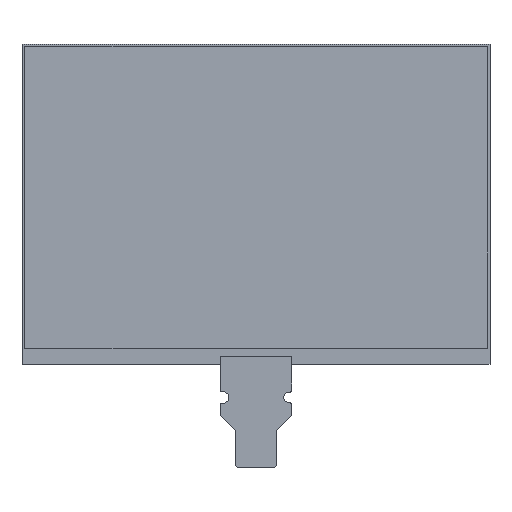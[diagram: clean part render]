
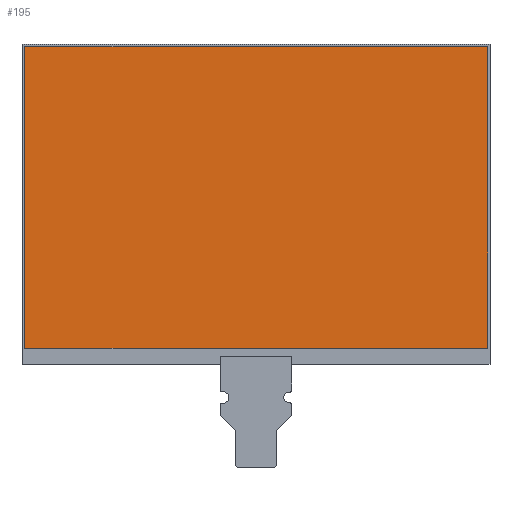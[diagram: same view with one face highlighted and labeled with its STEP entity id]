
A CAD part, top view. The second image highlights one B-rep face of the part: STEP entity #195.
In plain terms, the highlighted planar face has unit normal (0, 0, 1).
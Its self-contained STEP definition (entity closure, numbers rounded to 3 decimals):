
#1 = EDGE_CURVE ( 'NONE', #1167, #572, #960, .T. ) ;
#15 = PLANE ( 'NONE',  #57 ) ;
#48 = EDGE_CURVE ( 'NONE', #1210, #1167, #299, .T. ) ;
#57 = AXIS2_PLACEMENT_3D ( 'NONE', #95, #213, #466 ) ;
#95 = CARTESIAN_POINT ( 'NONE',  ( 0., 0., 0.23 ) ) ;
#133 = DIRECTION ( 'NONE',  ( 0., 1., 0. ) ) ;
#149 = EDGE_LOOP ( 'NONE', ( #324, #1280, #1032, #1228 ) ) ;
#186 = VERTEX_POINT ( 'NONE', #1238 ) ;
#195 = ADVANCED_FACE ( 'NONE', ( #595 ), #15, .F. ) ;
#213 = DIRECTION ( 'NONE',  ( 0., 0., -1. ) ) ;
#299 = LINE ( 'NONE', #535, #630 ) ;
#301 = VECTOR ( 'NONE', #1310, 1000. ) ;
#302 = CARTESIAN_POINT ( 'NONE',  ( 414.908, 1145.337, 0.23 ) ) ;
#324 = ORIENTED_EDGE ( 'NONE', *, *, #48, .T. ) ;
#466 = DIRECTION ( 'NONE',  ( -1., 0., 0. ) ) ;
#535 = CARTESIAN_POINT ( 'NONE',  ( 352.835, 1145.337, 0.23 ) ) ;
#572 = VERTEX_POINT ( 'NONE', #302 ) ;
#592 = EDGE_CURVE ( 'NONE', #186, #1210, #1302, .T. ) ;
#595 = FACE_OUTER_BOUND ( 'NONE', #149, .T. ) ;
#630 = VECTOR ( 'NONE', #854, 1000. ) ;
#811 = CARTESIAN_POINT ( 'NONE',  ( 414.908, 1145.337, 0.23 ) ) ;
#816 = LINE ( 'NONE', #811, #1197 ) ;
#830 = CARTESIAN_POINT ( 'NONE',  ( 352.835, 1185.785, 0.23 ) ) ;
#854 = DIRECTION ( 'NONE',  ( 0., -1., 0. ) ) ;
#960 = LINE ( 'NONE', #1184, #301 ) ;
#982 = DIRECTION ( 'NONE',  ( -1., 0., 0. ) ) ;
#1032 = ORIENTED_EDGE ( 'NONE', *, *, #1179, .T. ) ;
#1162 = CARTESIAN_POINT ( 'NONE',  ( 352.835, 1145.337, 0.23 ) ) ;
#1167 = VERTEX_POINT ( 'NONE', #1162 ) ;
#1179 = EDGE_CURVE ( 'NONE', #572, #186, #816, .T. ) ;
#1184 = CARTESIAN_POINT ( 'NONE',  ( 352.835, 1145.337, 0.23 ) ) ;
#1197 = VECTOR ( 'NONE', #133, 1000. ) ;
#1201 = CARTESIAN_POINT ( 'NONE',  ( 352.835, 1185.785, 0.23 ) ) ;
#1210 = VERTEX_POINT ( 'NONE', #830 ) ;
#1228 = ORIENTED_EDGE ( 'NONE', *, *, #592, .T. ) ;
#1238 = CARTESIAN_POINT ( 'NONE',  ( 414.908, 1185.785, 0.23 ) ) ;
#1280 = ORIENTED_EDGE ( 'NONE', *, *, #1, .T. ) ;
#1302 = LINE ( 'NONE', #1201, #1329 ) ;
#1310 = DIRECTION ( 'NONE',  ( 1., 0., 0. ) ) ;
#1329 = VECTOR ( 'NONE', #982, 1000. ) ;
